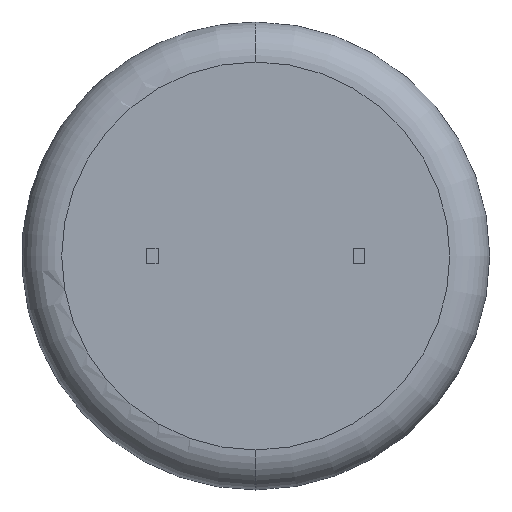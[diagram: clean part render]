
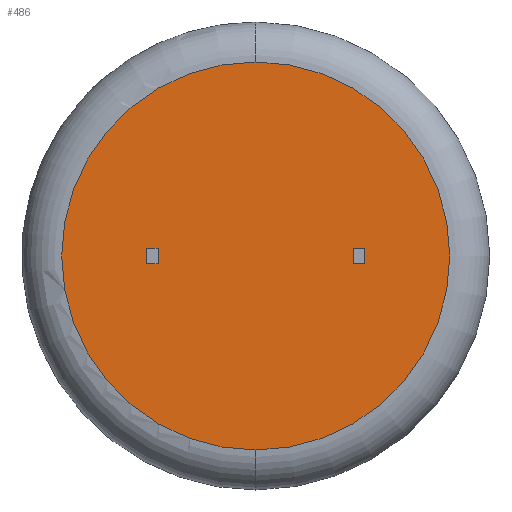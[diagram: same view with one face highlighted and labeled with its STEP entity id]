
A CAD part, front view. The second image highlights one B-rep face of the part: STEP entity #486.
In plain terms, the highlighted planar face has unit normal (0, -1, 0).
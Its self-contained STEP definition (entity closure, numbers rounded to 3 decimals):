
#135 = CARTESIAN_POINT ( 'NONE',  ( 9.45, 0., -0.75 ) ) ;
#185 = CARTESIAN_POINT ( 'NONE',  ( 0., 0., 0. ) ) ;
#258 = VERTEX_POINT ( 'NONE', #1277 ) ;
#286 = ORIENTED_EDGE ( 'NONE', *, *, #1458, .T. ) ;
#307 = AXIS2_PLACEMENT_3D ( 'NONE', #1863, #1442, #1425 ) ;
#353 = CARTESIAN_POINT ( 'NONE',  ( 10.55, 0., 0. ) ) ;
#406 = LINE ( 'NONE', #1722, #1439 ) ;
#408 = AXIS2_PLACEMENT_3D ( 'NONE', #185, #2518, #1636 ) ;
#431 = ORIENTED_EDGE ( 'NONE', *, *, #1124, .T. ) ;
#454 = VERTEX_POINT ( 'NONE', #2290 ) ;
#486 = ADVANCED_FACE ( 'NONE', ( #1862, #2210, #1241 ), #809, .F. ) ;
#511 = VECTOR ( 'NONE', #810, 1000. ) ;
#546 = VECTOR ( 'NONE', #2021, 1000. ) ;
#548 = DIRECTION ( 'NONE',  ( 1., 0., 0. ) ) ;
#581 = CARTESIAN_POINT ( 'NONE',  ( -10.55, 0., 0. ) ) ;
#660 = CARTESIAN_POINT ( 'NONE',  ( -10.55, 0., 0.75 ) ) ;
#679 = EDGE_CURVE ( 'NONE', #1711, #1470, #2222, .T. ) ;
#707 = ORIENTED_EDGE ( 'NONE', *, *, #1732, .F. ) ;
#726 = ORIENTED_EDGE ( 'NONE', *, *, #2422, .F. ) ;
#747 = CARTESIAN_POINT ( 'NONE',  ( 10.55, 0., 0.75 ) ) ;
#757 = CIRCLE ( 'NONE', #1990, 18.78 ) ;
#759 = ORIENTED_EDGE ( 'NONE', *, *, #679, .F. ) ;
#773 = LINE ( 'NONE', #1217, #983 ) ;
#809 = PLANE ( 'NONE',  #408 ) ;
#810 = DIRECTION ( 'NONE',  ( 0., 0., -1. ) ) ;
#821 = EDGE_LOOP ( 'NONE', ( #1204, #707, #726, #759 ) ) ;
#901 = EDGE_CURVE ( 'NONE', #1816, #1711, #1288, .T. ) ;
#941 = DIRECTION ( 'NONE',  ( 0., -1., 0. ) ) ;
#975 = VECTOR ( 'NONE', #548, 1000. ) ;
#983 = VECTOR ( 'NONE', #2463, 1000. ) ;
#1124 = EDGE_CURVE ( 'NONE', #2061, #2719, #1870, .T. ) ;
#1125 = DIRECTION ( 'NONE',  ( 0., 0., 1. ) ) ;
#1177 = CARTESIAN_POINT ( 'NONE',  ( -10.55, 0., -0.75 ) ) ;
#1200 = VERTEX_POINT ( 'NONE', #1608 ) ;
#1204 = ORIENTED_EDGE ( 'NONE', *, *, #901, .F. ) ;
#1216 = ORIENTED_EDGE ( 'NONE', *, *, #1354, .T. ) ;
#1217 = CARTESIAN_POINT ( 'NONE',  ( -9.45, 0., 0.75 ) ) ;
#1236 = VECTOR ( 'NONE', #2461, 1000. ) ;
#1241 = FACE_BOUND ( 'NONE', #821, .T. ) ;
#1267 = EDGE_LOOP ( 'NONE', ( #431, #286, #1216, #1646 ) ) ;
#1277 = CARTESIAN_POINT ( 'NONE',  ( -9.45, 0., -0.75 ) ) ;
#1288 = LINE ( 'NONE', #135, #511 ) ;
#1354 = EDGE_CURVE ( 'NONE', #1723, #258, #773, .T. ) ;
#1361 = ORIENTED_EDGE ( 'NONE', *, *, #2632, .T. ) ;
#1363 = CARTESIAN_POINT ( 'NONE',  ( 0., 0., 0. ) ) ;
#1385 = VECTOR ( 'NONE', #2277, 1000. ) ;
#1425 = DIRECTION ( 'NONE',  ( 0., 0., 1. ) ) ;
#1438 = CARTESIAN_POINT ( 'NONE',  ( -10.55, 0., -0.75 ) ) ;
#1439 = VECTOR ( 'NONE', #2121, 1000. ) ;
#1442 = DIRECTION ( 'NONE',  ( 0., -1., 0. ) ) ;
#1458 = EDGE_CURVE ( 'NONE', #2719, #1723, #1868, .T. ) ;
#1470 = VERTEX_POINT ( 'NONE', #2712 ) ;
#1608 = CARTESIAN_POINT ( 'NONE',  ( 0., 0., 18.78 ) ) ;
#1636 = DIRECTION ( 'NONE',  ( 0., 0., 1. ) ) ;
#1646 = ORIENTED_EDGE ( 'NONE', *, *, #2596, .F. ) ;
#1655 = CARTESIAN_POINT ( 'NONE',  ( 9.45, 0., 0.75 ) ) ;
#1697 = CARTESIAN_POINT ( 'NONE',  ( 9.45, 0., -0.75 ) ) ;
#1711 = VERTEX_POINT ( 'NONE', #1697 ) ;
#1722 = CARTESIAN_POINT ( 'NONE',  ( 9.45, 0., 0.75 ) ) ;
#1723 = VERTEX_POINT ( 'NONE', #2124 ) ;
#1732 = EDGE_CURVE ( 'NONE', #2617, #1816, #406, .T. ) ;
#1816 = VERTEX_POINT ( 'NONE', #1655 ) ;
#1862 = FACE_OUTER_BOUND ( 'NONE', #2218, .T. ) ;
#1863 = CARTESIAN_POINT ( 'NONE',  ( 0., 0., 0. ) ) ;
#1868 = LINE ( 'NONE', #2467, #1385 ) ;
#1870 = LINE ( 'NONE', #581, #2041 ) ;
#1990 = AXIS2_PLACEMENT_3D ( 'NONE', #1363, #941, #1125 ) ;
#2021 = DIRECTION ( 'NONE',  ( 1., 0., 0. ) ) ;
#2041 = VECTOR ( 'NONE', #2042, 1000. ) ;
#2042 = DIRECTION ( 'NONE',  ( 0., 0., 1. ) ) ;
#2061 = VERTEX_POINT ( 'NONE', #1438 ) ;
#2121 = DIRECTION ( 'NONE',  ( -1., 0., 0. ) ) ;
#2124 = CARTESIAN_POINT ( 'NONE',  ( -9.45, 0., 0.75 ) ) ;
#2210 = FACE_BOUND ( 'NONE', #1267, .T. ) ;
#2218 = EDGE_LOOP ( 'NONE', ( #1361, #2272 ) ) ;
#2222 = LINE ( 'NONE', #2405, #546 ) ;
#2224 = EDGE_CURVE ( 'NONE', #454, #1200, #2753, .T. ) ;
#2272 = ORIENTED_EDGE ( 'NONE', *, *, #2224, .T. ) ;
#2277 = DIRECTION ( 'NONE',  ( 1., 0., 0. ) ) ;
#2290 = CARTESIAN_POINT ( 'NONE',  ( 0., 0., -18.78 ) ) ;
#2360 = LINE ( 'NONE', #353, #1236 ) ;
#2405 = CARTESIAN_POINT ( 'NONE',  ( 9.45, 0., -0.75 ) ) ;
#2422 = EDGE_CURVE ( 'NONE', #1470, #2617, #2360, .T. ) ;
#2439 = LINE ( 'NONE', #1177, #975 ) ;
#2461 = DIRECTION ( 'NONE',  ( 0., 0., 1. ) ) ;
#2463 = DIRECTION ( 'NONE',  ( 0., 0., -1. ) ) ;
#2467 = CARTESIAN_POINT ( 'NONE',  ( -10.55, 0., 0.75 ) ) ;
#2518 = DIRECTION ( 'NONE',  ( 0., 1., 0. ) ) ;
#2596 = EDGE_CURVE ( 'NONE', #2061, #258, #2439, .T. ) ;
#2617 = VERTEX_POINT ( 'NONE', #747 ) ;
#2632 = EDGE_CURVE ( 'NONE', #1200, #454, #757, .T. ) ;
#2712 = CARTESIAN_POINT ( 'NONE',  ( 10.55, 0., -0.75 ) ) ;
#2719 = VERTEX_POINT ( 'NONE', #660 ) ;
#2753 = CIRCLE ( 'NONE', #307, 18.78 ) ;
